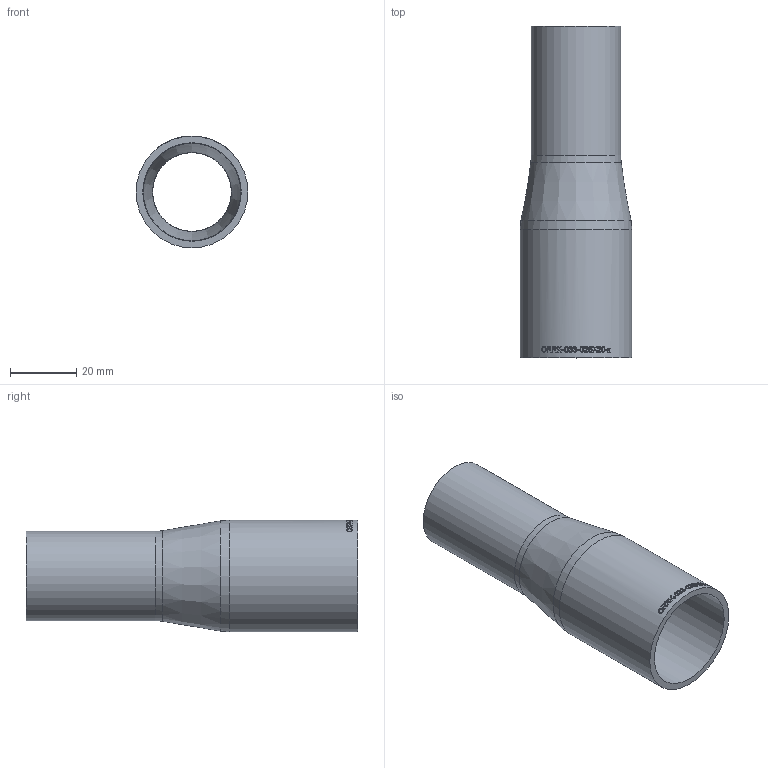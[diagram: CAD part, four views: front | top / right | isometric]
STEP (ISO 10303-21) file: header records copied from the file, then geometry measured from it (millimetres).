
FILE_DESCRIPTION (( 'STEP AP214' ), '1' );
FILE_NAME ('ORRK-033-026X20-x Reduzierung orbital ISO Koncenter 2008.STEP', '2020-08-14T11:16:01', ( '' ), ( '' ), 'SwSTEP 2.0', 'SolidWorks 2019', '' );
FILE_SCHEMA (( 'AUTOMOTIVE_DESIGN' ));
Length unit declared in the file: millimetre
Products named in the file (1): ORRK-033-026X20-x Reduzierung orbital ISO Koncenter 2008
Bounding box: 33.7 x 100 x 33.7 mm (x, y, z)
Volume: 16298.5 mm3; surface area: 18281.5 mm2
Topology: 1 solids, 1 shells, 243 faces, 643 edges, 426 vertices
Faces by surface type: bspline 156, plane 53, cylinder 28, torus 4, cone 2
Full cylindrical faces by diameter (mm): 23.7 x1, 26.9 x1, 29.7 x1, 33.7 x1
Entity records: 22834 total; most frequent: CARTESIAN_POINT 15694, ORIENTED_EDGE 1266, EDGE_CURVE 633, B_SPLINE_CURVE_WITH_KNOTS 487, VERTEX_POINT 426, DIRECTION 402, EDGE_LOOP 279, FACE_OUTER_BOUND 251
